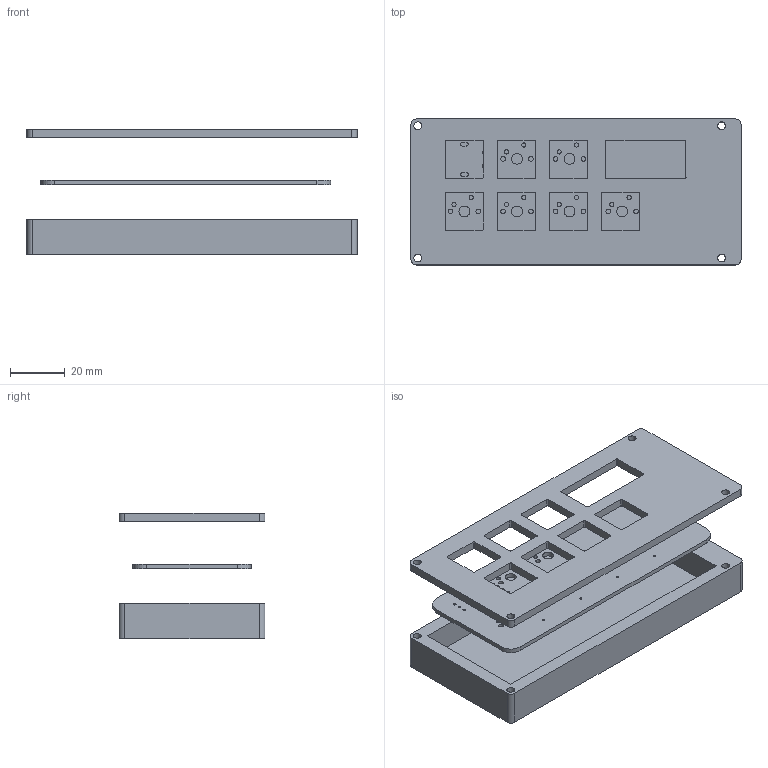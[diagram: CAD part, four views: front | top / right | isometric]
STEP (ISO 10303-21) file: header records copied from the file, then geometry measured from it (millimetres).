
FILE_DESCRIPTION(/* description */ (''),/* implementation_level */ '2;1');
FILE_NAME(/* name */ 'miaoboard.step',/* time_stamp */ '2024-10-22T23:21:23+01:00',/* author */ (''),/* organization */ (''),/* preprocessor_version */ 'ST-DEVELOPER v20',/* originating_system */ 'Autodesk Translation Framework v13.20.0.188',/* authorisation */ '');
FILE_SCHEMA (('AUTOMOTIVE_DESIGN { 1 0 10303 214 3 1 1 }'));
Length unit declared in the file: millimetre
Products named in the file (3): Macro Kitten; hello 1; _autosave-hello_PCB
Assembly tree (2 placements, depth 3):
  Macro Kitten
    hello 1
      _autosave-hello_PCB
Bounding box: 120.83 x 53.41 x 46 mm (x, y, z)
Volume: 57764.6 mm3; surface area: 44719.3 mm2
Topology: 4 solids, 4 shells, 439 faces, 1227 edges, 818 vertices
Faces by surface type: plane 186, cylinder 127, bspline 126
Full cylindrical faces by diameter (mm): 0.8 x14, 1 x23, 1.524 x12, 1.702 x12, 2.9 x8, 3.988 x6
Entity records: 15766 total; most frequent: CARTESIAN_POINT 4853, ORIENTED_EDGE 2454, DIRECTION 1818, EDGE_CURVE 1227, VERTEX_POINT 818, LINE 674, VECTOR 674, EDGE_LOOP 635
